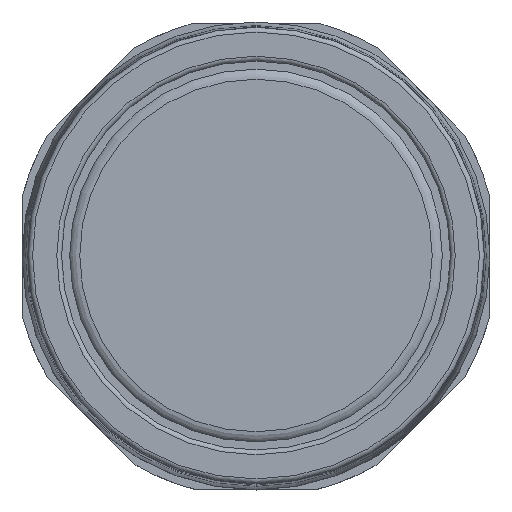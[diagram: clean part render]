
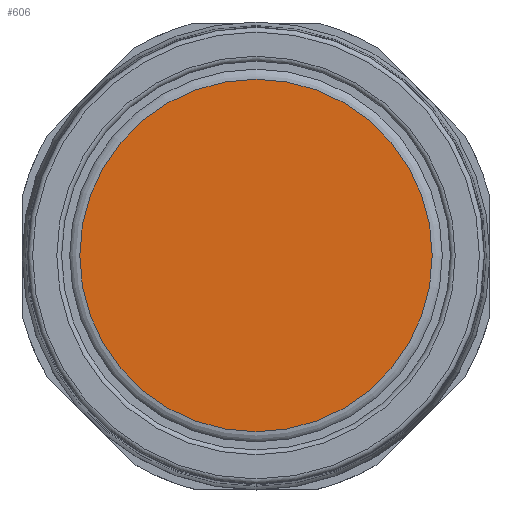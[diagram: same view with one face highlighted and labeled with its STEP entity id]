
A CAD part, top view. The second image highlights one B-rep face of the part: STEP entity #606.
In plain terms, the highlighted planar face has unit normal (0, 0, 1).
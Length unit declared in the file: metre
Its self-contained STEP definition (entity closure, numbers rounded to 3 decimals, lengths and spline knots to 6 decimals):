
#606 = ADVANCED_FACE( '', ( #1688 ), #1689, .T. );
#1688 = FACE_OUTER_BOUND( '', #3336, .T. );
#1689 = PLANE( '', #3337 );
#3336 = EDGE_LOOP( '', ( #5463 ) );
#3337 = AXIS2_PLACEMENT_3D( '', #5464, #5465, #5466 );
#5463 = ORIENTED_EDGE( '', *, *, #10068, .F. );
#5464 = CARTESIAN_POINT( '', ( 0., 0., 0.0622 ) );
#5465 = DIRECTION( '', ( 0., 0., 1. ) );
#5466 = DIRECTION( '', ( 1., 0., 0. ) );
#10068 = EDGE_CURVE( '', #12029, #12029, #12030, .T. );
#12029 = VERTEX_POINT( '', #14938 );
#12030 = CIRCLE( '', #14939, 0.010925 );
#14938 = CARTESIAN_POINT( '', ( 0., 0.010925, 0.0622 ) );
#14939 = AXIS2_PLACEMENT_3D( '', #19105, #19106, #19107 );
#19105 = CARTESIAN_POINT( '', ( 0., 0., 0.0622 ) );
#19106 = DIRECTION( '', ( 0., 0., -1. ) );
#19107 = DIRECTION( '', ( 0., 1., 0. ) );
